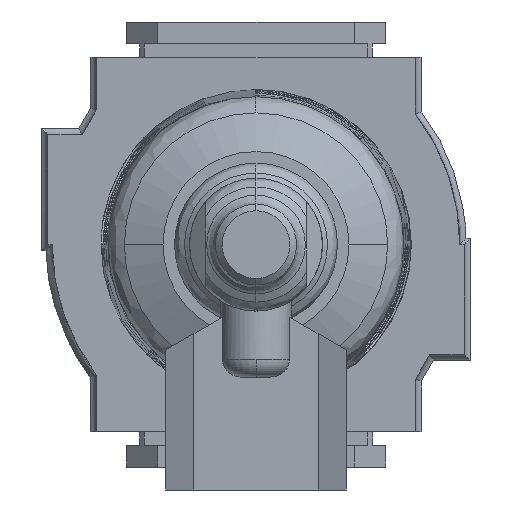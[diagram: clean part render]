
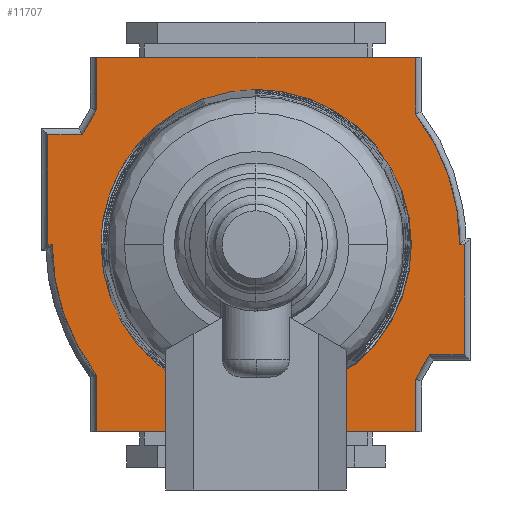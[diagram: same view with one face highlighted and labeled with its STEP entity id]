
A CAD part, front view. The second image highlights one B-rep face of the part: STEP entity #11707.
In plain terms, the highlighted face is planar.
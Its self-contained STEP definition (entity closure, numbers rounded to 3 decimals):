
#322 = ORIENTED_EDGE ( 'NONE', *, *, #8259, .F. ) ;
#594 = LINE ( 'NONE', #8000, #12522 ) ;
#1039 = EDGE_CURVE ( 'NONE', #12700, #2564, #8387, .T. ) ;
#1255 = LINE ( 'NONE', #13402, #7918 ) ;
#1470 = DIRECTION ( 'NONE',  ( 0., 0., -1. ) ) ;
#1524 = ORIENTED_EDGE ( 'NONE', *, *, #7728, .F. ) ;
#1600 = VECTOR ( 'NONE', #10720, 1000. ) ;
#1812 = LINE ( 'NONE', #15634, #17031 ) ;
#2078 = CARTESIAN_POINT ( 'NONE',  ( 1.2, 30.9, 0. ) ) ;
#2243 = CARTESIAN_POINT ( 'NONE',  ( 23.5, 30.9, 12.4 ) ) ;
#2481 = EDGE_CURVE ( 'NONE', #2575, #15429, #7685, .T. ) ;
#2500 = FACE_OUTER_BOUND ( 'NONE', #3243, .T. ) ;
#2564 = VERTEX_POINT ( 'NONE', #13198 ) ;
#2575 = VERTEX_POINT ( 'NONE', #10868 ) ;
#2636 = CARTESIAN_POINT ( 'NONE',  ( 23.5, 30.9, 0. ) ) ;
#2824 = CARTESIAN_POINT ( 'NONE',  ( -18., 30.9, -15.2 ) ) ;
#2864 = VECTOR ( 'NONE', #12337, 1000. ) ;
#2928 = VERTEX_POINT ( 'NONE', #16189 ) ;
#2948 = VECTOR ( 'NONE', #8479, 1000. ) ;
#3127 = ORIENTED_EDGE ( 'NONE', *, *, #2481, .F. ) ;
#3243 = EDGE_LOOP ( 'NONE', ( #15200, #7689, #4917, #3524, #322, #6447, #11156, #3550, #8040, #17317, #3127, #6858, #1524, #10760, #15384, #7795 ) ) ;
#3524 = ORIENTED_EDGE ( 'NONE', *, *, #17736, .F. ) ;
#3550 = ORIENTED_EDGE ( 'NONE', *, *, #1039, .F. ) ;
#3562 = DIRECTION ( 'NONE',  ( 0., 0., -1. ) ) ;
#3633 = EDGE_CURVE ( 'NONE', #17029, #2575, #594, .T. ) ;
#4001 = CARTESIAN_POINT ( 'NONE',  ( -23., 30.9, 0. ) ) ;
#4184 = DIRECTION ( 'NONE',  ( 1., 0., 0. ) ) ;
#4259 = VERTEX_POINT ( 'NONE', #2824 ) ;
#4509 = AXIS2_PLACEMENT_3D ( 'NONE', #16531, #12400, #4184 ) ;
#4531 = VECTOR ( 'NONE', #15274, 1000. ) ;
#4653 = EDGE_CURVE ( 'NONE', #12251, #12479, #12771, .T. ) ;
#4791 = DIRECTION ( 'NONE',  ( -1., 0., 0. ) ) ;
#4917 = ORIENTED_EDGE ( 'NONE', *, *, #5307, .F. ) ;
#5104 = EDGE_CURVE ( 'NONE', #17609, #7392, #11976, .T. ) ;
#5142 = DIRECTION ( 'NONE',  ( 1., 0., 0. ) ) ;
#5153 = VECTOR ( 'NONE', #14694, 1000. ) ;
#5186 = DIRECTION ( 'NONE',  ( 0., 0., 1. ) ) ;
#5210 = CARTESIAN_POINT ( 'NONE',  ( -23.5, 30.9, 0. ) ) ;
#5307 = EDGE_CURVE ( 'NONE', #7026, #11072, #7018, .T. ) ;
#5349 = VECTOR ( 'NONE', #6648, 1000. ) ;
#5375 = DIRECTION ( 'NONE',  ( 0., 0., 1. ) ) ;
#5421 = LINE ( 'NONE', #10923, #15667 ) ;
#5646 = CARTESIAN_POINT ( 'NONE',  ( 23., 30.9, 0. ) ) ;
#5656 = CARTESIAN_POINT ( 'NONE',  ( 23.5, 30.9, 12.4 ) ) ;
#5853 = CARTESIAN_POINT ( 'NONE',  ( -19.6, 30.9, -12.4 ) ) ;
#5869 = EDGE_CURVE ( 'NONE', #15429, #6940, #11799, .T. ) ;
#6447 = ORIENTED_EDGE ( 'NONE', *, *, #17297, .F. ) ;
#6648 = DIRECTION ( 'NONE',  ( 0., 0., 1. ) ) ;
#6728 = EDGE_CURVE ( 'NONE', #12479, #8948, #1812, .T. ) ;
#6858 = ORIENTED_EDGE ( 'NONE', *, *, #3633, .F. ) ;
#6940 = VERTEX_POINT ( 'NONE', #4001 ) ;
#6945 = VECTOR ( 'NONE', #12947, 1000. ) ;
#7018 = LINE ( 'NONE', #7997, #5349 ) ;
#7026 = VERTEX_POINT ( 'NONE', #14422 ) ;
#7043 = VECTOR ( 'NONE', #7601, 1000. ) ;
#7392 = VERTEX_POINT ( 'NONE', #2636 ) ;
#7601 = DIRECTION ( 'NONE',  ( 0., 0., 1. ) ) ;
#7685 = LINE ( 'NONE', #13035, #10753 ) ;
#7689 = ORIENTED_EDGE ( 'NONE', *, *, #15799, .F. ) ;
#7728 = EDGE_CURVE ( 'NONE', #8948, #17029, #10252, .T. ) ;
#7795 = ORIENTED_EDGE ( 'NONE', *, *, #8632, .F. ) ;
#7918 = VECTOR ( 'NONE', #5375, 1000. ) ;
#7997 = CARTESIAN_POINT ( 'NONE',  ( 18., 30.9, -21.125 ) ) ;
#8000 = CARTESIAN_POINT ( 'NONE',  ( 18., 30.9, 21.125 ) ) ;
#8040 = ORIENTED_EDGE ( 'NONE', *, *, #12349, .F. ) ;
#8259 = EDGE_CURVE ( 'NONE', #4259, #2928, #5421, .T. ) ;
#8387 = LINE ( 'NONE', #11363, #2948 ) ;
#8479 = DIRECTION ( 'NONE',  ( 0., 0., -1. ) ) ;
#8632 = EDGE_CURVE ( 'NONE', #7392, #12251, #1255, .T. ) ;
#8927 = CARTESIAN_POINT ( 'NONE',  ( 18., 30.9, -14.731 ) ) ;
#8948 = VERTEX_POINT ( 'NONE', #11281 ) ;
#9286 = CARTESIAN_POINT ( 'NONE',  ( 19.6, 30.9, 12.4 ) ) ;
#9472 = CARTESIAN_POINT ( 'NONE',  ( -19.6, 30.9, -12.4 ) ) ;
#9617 = CARTESIAN_POINT ( 'NONE',  ( -23., 30.9, 0. ) ) ;
#10252 = LINE ( 'NONE', #14179, #7043 ) ;
#10254 = LINE ( 'NONE', #16980, #6945 ) ;
#10319 = DIRECTION ( 'NONE',  ( -1., 0., 0. ) ) ;
#10370 = DIRECTION ( 'NONE',  ( -0.496, 0., 0.868 ) ) ;
#10720 = DIRECTION ( 'NONE',  ( 1., 0., 0. ) ) ;
#10753 = VECTOR ( 'NONE', #3562, 1000. ) ;
#10760 = ORIENTED_EDGE ( 'NONE', *, *, #6728, .F. ) ;
#10868 = CARTESIAN_POINT ( 'NONE',  ( -18., 30.9, 21.125 ) ) ;
#10923 = CARTESIAN_POINT ( 'NONE',  ( -18., 30.9, -15.2 ) ) ;
#11013 = CARTESIAN_POINT ( 'NONE',  ( 18., 30.9, 21.125 ) ) ;
#11072 = VERTEX_POINT ( 'NONE', #8927 ) ;
#11156 = ORIENTED_EDGE ( 'NONE', *, *, #14856, .F. ) ;
#11281 = CARTESIAN_POINT ( 'NONE',  ( 18., 30.9, 15.2 ) ) ;
#11363 = CARTESIAN_POINT ( 'NONE',  ( -23.5, 30.9, 0. ) ) ;
#11707 = ADVANCED_FACE ( 'NONE', ( #2500 ), #13396, .T. ) ;
#11717 = CARTESIAN_POINT ( 'NONE',  ( -18., 30.9, 14.731 ) ) ;
#11799 = CIRCLE ( 'NONE', #16694, 24.2 ) ;
#11976 = LINE ( 'NONE', #17476, #12547 ) ;
#12052 = CARTESIAN_POINT ( 'NONE',  ( -23.5, 30.9, -12.4 ) ) ;
#12251 = VERTEX_POINT ( 'NONE', #2243 ) ;
#12315 = DIRECTION ( 'NONE',  ( 0., 1., 0. ) ) ;
#12337 = DIRECTION ( 'NONE',  ( -1., 0., 0. ) ) ;
#12349 = EDGE_CURVE ( 'NONE', #6940, #12700, #17644, .T. ) ;
#12355 = AXIS2_PLACEMENT_3D ( 'NONE', #17525, #12315, #5186 ) ;
#12400 = DIRECTION ( 'NONE',  ( 0., -1., 0. ) ) ;
#12479 = VERTEX_POINT ( 'NONE', #9286 ) ;
#12522 = VECTOR ( 'NONE', #10319, 1000. ) ;
#12547 = VECTOR ( 'NONE', #5142, 1000. ) ;
#12700 = VERTEX_POINT ( 'NONE', #5210 ) ;
#12771 = LINE ( 'NONE', #5656, #4531 ) ;
#12947 = DIRECTION ( 'NONE',  ( 1., 0., 0. ) ) ;
#13035 = CARTESIAN_POINT ( 'NONE',  ( -18., 30.9, 21.125 ) ) ;
#13198 = CARTESIAN_POINT ( 'NONE',  ( -23.5, 30.9, -12.4 ) ) ;
#13268 = VERTEX_POINT ( 'NONE', #5853 ) ;
#13320 = LINE ( 'NONE', #12052, #1600 ) ;
#13396 = PLANE ( 'NONE',  #12355 ) ;
#13402 = CARTESIAN_POINT ( 'NONE',  ( 23.5, 30.9, 0. ) ) ;
#13708 = LINE ( 'NONE', #9472, #5153 ) ;
#14179 = CARTESIAN_POINT ( 'NONE',  ( 18., 30.9, 15.2 ) ) ;
#14422 = CARTESIAN_POINT ( 'NONE',  ( 18., 30.9, -21.125 ) ) ;
#14694 = DIRECTION ( 'NONE',  ( 0.496, 0., -0.868 ) ) ;
#14856 = EDGE_CURVE ( 'NONE', #2564, #13268, #13320, .T. ) ;
#15200 = ORIENTED_EDGE ( 'NONE', *, *, #5104, .F. ) ;
#15274 = DIRECTION ( 'NONE',  ( -1., 0., 0. ) ) ;
#15384 = ORIENTED_EDGE ( 'NONE', *, *, #4653, .F. ) ;
#15429 = VERTEX_POINT ( 'NONE', #11717 ) ;
#15634 = CARTESIAN_POINT ( 'NONE',  ( 19.6, 30.9, 12.4 ) ) ;
#15667 = VECTOR ( 'NONE', #1470, 1000. ) ;
#15701 = CIRCLE ( 'NONE', #4509, 24.2 ) ;
#15799 = EDGE_CURVE ( 'NONE', #11072, #17609, #15701, .T. ) ;
#16189 = CARTESIAN_POINT ( 'NONE',  ( -18., 30.9, -21.125 ) ) ;
#16531 = CARTESIAN_POINT ( 'NONE',  ( -1.2, 30.9, 0. ) ) ;
#16694 = AXIS2_PLACEMENT_3D ( 'NONE', #2078, #17120, #4791 ) ;
#16980 = CARTESIAN_POINT ( 'NONE',  ( -18., 30.9, -21.125 ) ) ;
#17029 = VERTEX_POINT ( 'NONE', #11013 ) ;
#17031 = VECTOR ( 'NONE', #10370, 1000. ) ;
#17120 = DIRECTION ( 'NONE',  ( 0., -1., 0. ) ) ;
#17297 = EDGE_CURVE ( 'NONE', #13268, #4259, #13708, .T. ) ;
#17317 = ORIENTED_EDGE ( 'NONE', *, *, #5869, .F. ) ;
#17476 = CARTESIAN_POINT ( 'NONE',  ( 23., 30.9, 0. ) ) ;
#17525 = CARTESIAN_POINT ( 'NONE',  ( 0., 30.9, 0. ) ) ;
#17609 = VERTEX_POINT ( 'NONE', #5646 ) ;
#17644 = LINE ( 'NONE', #9617, #2864 ) ;
#17736 = EDGE_CURVE ( 'NONE', #2928, #7026, #10254, .T. ) ;
